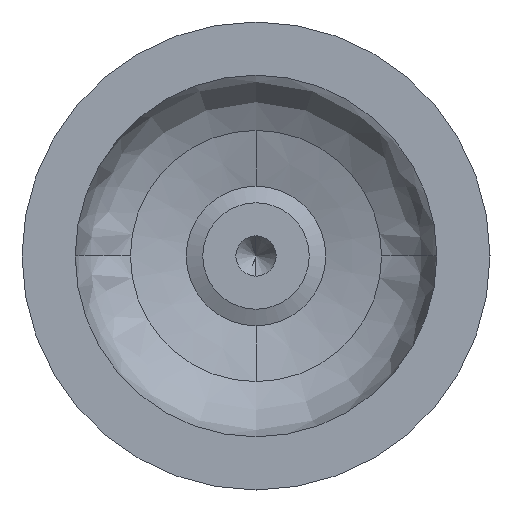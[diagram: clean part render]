
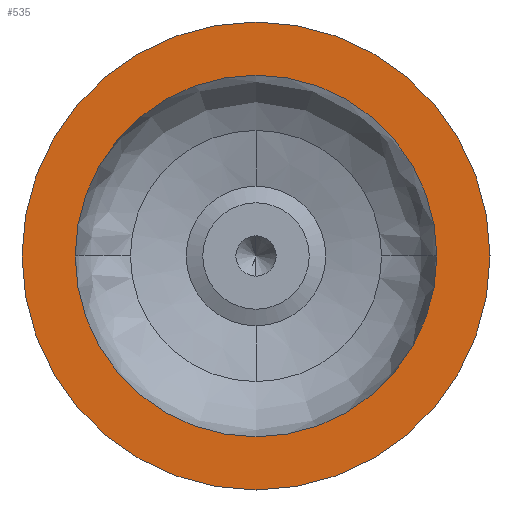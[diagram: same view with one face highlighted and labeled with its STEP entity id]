
A CAD part, front view. The second image highlights one B-rep face of the part: STEP entity #535.
In plain terms, the highlighted planar face has unit normal (0, -1, 0).
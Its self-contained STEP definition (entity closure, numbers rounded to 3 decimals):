
#23 = EDGE_CURVE ( 'NONE', #161, #24, #864, .T. ) ;
#24 = VERTEX_POINT ( 'NONE', #859 ) ;
#150 = EDGE_CURVE ( 'NONE', #151, #152, #1260, .T. ) ;
#151 = VERTEX_POINT ( 'NONE', #1251 ) ;
#152 = VERTEX_POINT ( 'NONE', #1250 ) ;
#161 = VERTEX_POINT ( 'NONE', #1176 ) ;
#535 = ADVANCED_FACE ( '1290', ( #2001, #2000 ), #1999, .F. ) ;
#536 = EDGE_LOOP ( 'NONE', ( #537, #538 ) ) ;
#537 = ORIENTED_EDGE ( 'NONE', *, *, #23, .F. ) ;
#538 = ORIENTED_EDGE ( 'NONE', *, *, #684, .F. ) ;
#539 = EDGE_LOOP ( 'NONE', ( #540, #541 ) ) ;
#540 = ORIENTED_EDGE ( 'NONE', *, *, #150, .F. ) ;
#541 = ORIENTED_EDGE ( 'NONE', *, *, #542, .F. ) ;
#542 = EDGE_CURVE ( 'NONE', #152, #151, #1994, .T. ) ;
#684 = EDGE_CURVE ( 'NONE', #24, #161, #2078, .T. ) ;
#859 = CARTESIAN_POINT ( 'NONE',  ( 0., 0., -17. ) ) ;
#860 = DIRECTION ( 'NONE',  ( 0., 0., 1. ) ) ;
#861 = DIRECTION ( 'NONE',  ( 0., -1., 0. ) ) ;
#862 = CARTESIAN_POINT ( 'NONE',  ( 0., 0., 0. ) ) ;
#863 = AXIS2_PLACEMENT_3D ( 'NONE', #862, #861, #860 ) ;
#864 = CIRCLE ( 'NONE', #863, 17. ) ;
#1176 = CARTESIAN_POINT ( 'NONE',  ( 0., 0., 17. ) ) ;
#1250 = CARTESIAN_POINT ( 'NONE',  ( 0., 0., -22. ) ) ;
#1251 = CARTESIAN_POINT ( 'NONE',  ( 0., 0., 22. ) ) ;
#1252 = DIRECTION ( 'NONE',  ( 0., 0., 1. ) ) ;
#1253 = DIRECTION ( 'NONE',  ( 0., 1., 0. ) ) ;
#1254 = CARTESIAN_POINT ( 'NONE',  ( 0., 0., 0. ) ) ;
#1255 = AXIS2_PLACEMENT_3D ( 'NONE', #1254, #1253, #1252 ) ;
#1260 = CIRCLE ( 'NONE', #1255, 22. ) ;
#1994 = CIRCLE ( 'NONE', #2045, 22. ) ;
#1995 = DIRECTION ( 'NONE',  ( 0., 0., 1. ) ) ;
#1996 = DIRECTION ( 'NONE',  ( 0., 1., 0. ) ) ;
#1997 = CARTESIAN_POINT ( 'NONE',  ( 0., 0., 0. ) ) ;
#1998 = AXIS2_PLACEMENT_3D ( 'NONE', #1997, #1996, #1995 ) ;
#1999 = PLANE ( 'NONE',  #1998 ) ;
#2000 = FACE_OUTER_BOUND ( 'NONE', #539, .T. ) ;
#2001 = FACE_BOUND ( 'NONE', #536, .T. ) ;
#2042 = DIRECTION ( 'NONE',  ( 0., 0., 1. ) ) ;
#2043 = DIRECTION ( 'NONE',  ( 0., 1., 0. ) ) ;
#2044 = CARTESIAN_POINT ( 'NONE',  ( 0., 0., 0. ) ) ;
#2045 = AXIS2_PLACEMENT_3D ( 'NONE', #2044, #2043, #2042 ) ;
#2075 = DIRECTION ( 'NONE',  ( 0., 0., 1. ) ) ;
#2076 = DIRECTION ( 'NONE',  ( 0., -1., 0. ) ) ;
#2077 = AXIS2_PLACEMENT_3D ( 'NONE', #2083, #2076, #2075 ) ;
#2078 = CIRCLE ( 'NONE', #2077, 17. ) ;
#2083 = CARTESIAN_POINT ( 'NONE',  ( 0., 0., 0. ) ) ;
